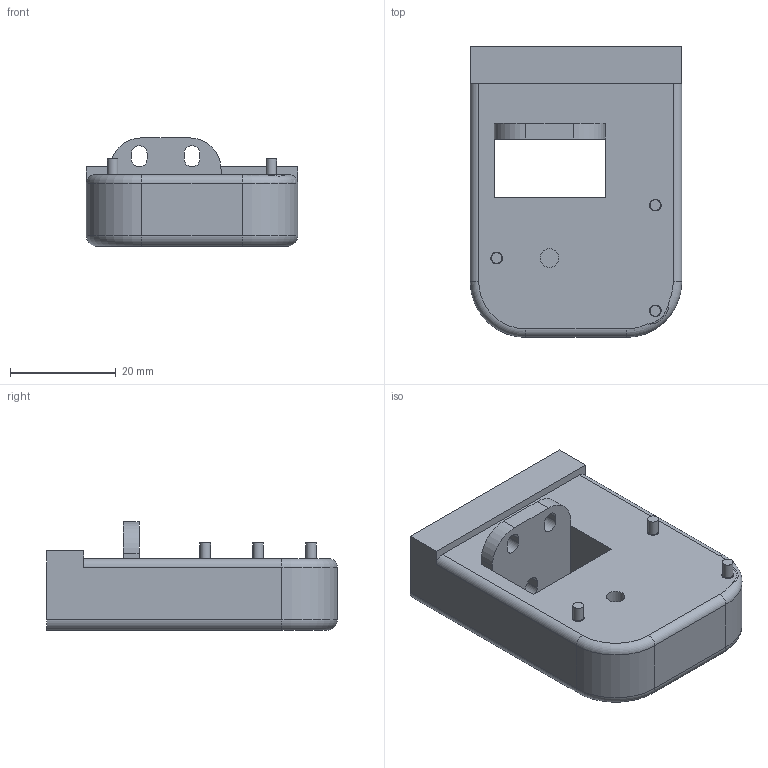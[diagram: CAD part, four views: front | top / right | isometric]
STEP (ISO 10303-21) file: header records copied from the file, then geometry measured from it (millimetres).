
FILE_DESCRIPTION(/* description */ (''),/* implementation_level */ '2;1');
FILE_NAME(/* name */ 'f8d12ba3-21f0-43a7-b086-1c9020abe942.stp',/* time_stamp */ '2024-02-04T16:40:14Z',/* author */ (''),/* organization */ (''),/* preprocessor_version */ 'ST-DEVELOPER v20',/* originating_system */ 'Autodesk Translation Framework v12.20.1.177',/* authorisation */ '');
FILE_SCHEMA (('AUTOMOTIVE_DESIGN { 1 0 10303 214 3 1 1 }'));
Length unit declared in the file: millimetre
Products named in the file (1): Eletro_Iman_support v1
Bounding box: 40 x 55 x 20.5 mm (x, y, z)
Volume: 25701.3 mm3; surface area: 7994.9 mm2
Topology: 1 solids, 1 shells, 65 faces, 161 edges, 104 vertices
Faces by surface type: plane 34, cylinder 23, torus 7, bspline 1
Full cylindrical faces by diameter (mm): 2 x3, 3.5 x1, 8 x1
Entity records: 2034 total; most frequent: CARTESIAN_POINT 384, DIRECTION 349, ORIENTED_EDGE 322, EDGE_CURVE 161, AXIS2_PLACEMENT_3D 125, VERTEX_POINT 104, LINE 99, VECTOR 99
